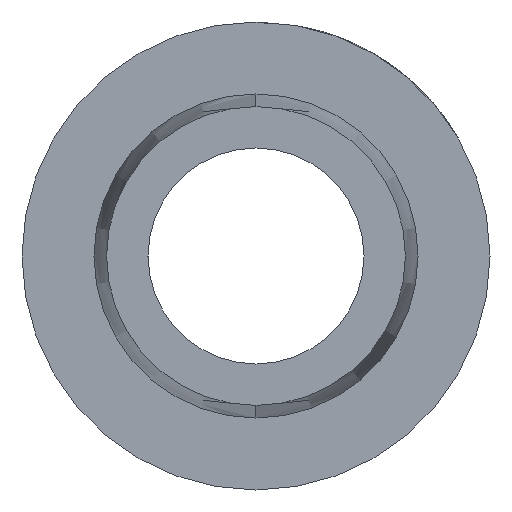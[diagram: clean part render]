
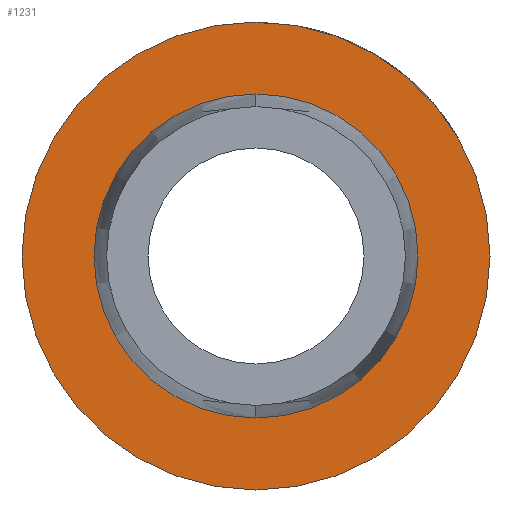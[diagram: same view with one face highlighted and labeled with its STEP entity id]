
A CAD part, left-side view. The second image highlights one B-rep face of the part: STEP entity #1231.
In plain terms, the highlighted planar face has unit normal (-1, 0, 0).
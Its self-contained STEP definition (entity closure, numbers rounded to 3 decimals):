
#265 = CARTESIAN_POINT ( 'NONE',  ( 14., 0., 0. ) ) ;
#404 = CIRCLE ( 'NONE', #4275, 4.5 ) ;
#511 = DIRECTION ( 'NONE',  ( 0., 0., 1. ) ) ;
#568 = AXIS2_PLACEMENT_3D ( 'NONE', #1714, #4888, #3318 ) ;
#736 = CARTESIAN_POINT ( 'NONE',  ( 14., 0., 4.5 ) ) ;
#991 = CARTESIAN_POINT ( 'NONE',  ( 14., 0., -4.5 ) ) ;
#1035 = FACE_OUTER_BOUND ( 'NONE', #5209, .T. ) ;
#1155 = EDGE_CURVE ( 'NONE', #1482, #3750, #2156, .T. ) ;
#1202 = EDGE_CURVE ( 'NONE', #2929, #4982, #3756, .T. ) ;
#1231 = ADVANCED_FACE ( 'NONE', ( #1876, #1035 ), #2640, .F. ) ;
#1472 = DIRECTION ( 'NONE',  ( 0., 0., 1. ) ) ;
#1482 = VERTEX_POINT ( 'NONE', #3104 ) ;
#1529 = DIRECTION ( 'NONE',  ( -1., 0., 0. ) ) ;
#1654 = AXIS2_PLACEMENT_3D ( 'NONE', #4248, #2241, #3852 ) ;
#1714 = CARTESIAN_POINT ( 'NONE',  ( 14., 0., 0. ) ) ;
#1876 = FACE_BOUND ( 'NONE', #3197, .T. ) ;
#1991 = ORIENTED_EDGE ( 'NONE', *, *, #1202, .F. ) ;
#2156 = CIRCLE ( 'NONE', #4182, 6.5 ) ;
#2241 = DIRECTION ( 'NONE',  ( 1., 0., 0. ) ) ;
#2615 = CARTESIAN_POINT ( 'NONE',  ( 14., 0., -6.5 ) ) ;
#2640 = PLANE ( 'NONE',  #1654 ) ;
#2743 = DIRECTION ( 'NONE',  ( -1., 0., 0. ) ) ;
#2929 = VERTEX_POINT ( 'NONE', #736 ) ;
#3061 = CARTESIAN_POINT ( 'NONE',  ( 14., 0., 0. ) ) ;
#3085 = AXIS2_PLACEMENT_3D ( 'NONE', #265, #1529, #3532 ) ;
#3104 = CARTESIAN_POINT ( 'NONE',  ( 14., 0., 6.5 ) ) ;
#3197 = EDGE_LOOP ( 'NONE', ( #1991, #4204 ) ) ;
#3318 = DIRECTION ( 'NONE',  ( 0., 0., 1. ) ) ;
#3351 = CARTESIAN_POINT ( 'NONE',  ( 14., 0., 0. ) ) ;
#3376 = EDGE_CURVE ( 'NONE', #4982, #2929, #404, .T. ) ;
#3532 = DIRECTION ( 'NONE',  ( 0., 0., 1. ) ) ;
#3643 = EDGE_CURVE ( 'NONE', #3750, #1482, #3857, .T. ) ;
#3750 = VERTEX_POINT ( 'NONE', #2615 ) ;
#3756 = CIRCLE ( 'NONE', #3085, 4.5 ) ;
#3785 = ORIENTED_EDGE ( 'NONE', *, *, #3643, .T. ) ;
#3852 = DIRECTION ( 'NONE',  ( 0., 0., -1. ) ) ;
#3857 = CIRCLE ( 'NONE', #568, 6.5 ) ;
#4125 = DIRECTION ( 'NONE',  ( -1., 0., 0. ) ) ;
#4182 = AXIS2_PLACEMENT_3D ( 'NONE', #3061, #2743, #1472 ) ;
#4204 = ORIENTED_EDGE ( 'NONE', *, *, #3376, .F. ) ;
#4248 = CARTESIAN_POINT ( 'NONE',  ( 14., 4.5, 0. ) ) ;
#4275 = AXIS2_PLACEMENT_3D ( 'NONE', #3351, #4125, #511 ) ;
#4353 = ORIENTED_EDGE ( 'NONE', *, *, #1155, .T. ) ;
#4888 = DIRECTION ( 'NONE',  ( -1., 0., 0. ) ) ;
#4982 = VERTEX_POINT ( 'NONE', #991 ) ;
#5209 = EDGE_LOOP ( 'NONE', ( #4353, #3785 ) ) ;
